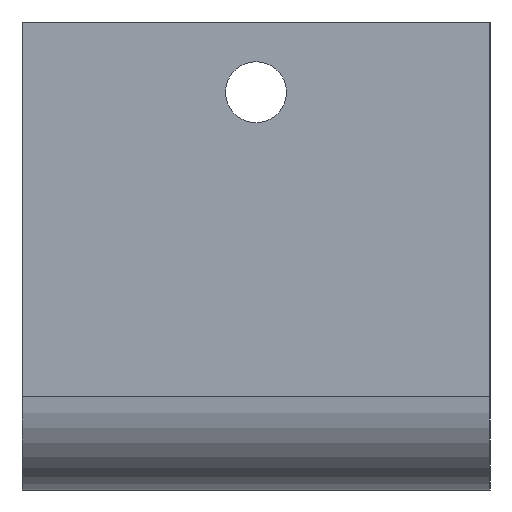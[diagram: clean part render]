
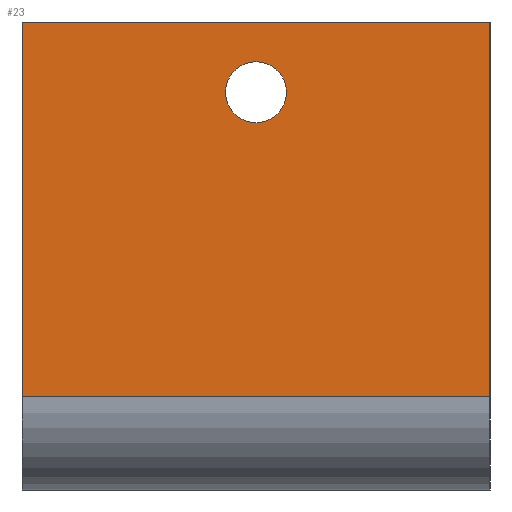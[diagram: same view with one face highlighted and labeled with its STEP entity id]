
A CAD part, left-side view. The second image highlights one B-rep face of the part: STEP entity #23.
In plain terms, the highlighted planar face has unit normal (-1, 0, 0).
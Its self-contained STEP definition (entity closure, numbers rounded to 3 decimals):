
#14 = VECTOR ( 'NONE', #242, 1000. ) ;
#18 = CARTESIAN_POINT ( 'NONE',  ( -21., -10., 4. ) ) ;
#23 = ADVANCED_FACE ( 'NONE', ( #447, #556 ), #171, .F. ) ;
#28 = EDGE_CURVE ( 'NONE', #206, #54, #175, .T. ) ;
#40 = CARTESIAN_POINT ( 'NONE',  ( -21., -10., 20. ) ) ;
#51 = CARTESIAN_POINT ( 'NONE',  ( -21., -10., 20. ) ) ;
#54 = VERTEX_POINT ( 'NONE', #571 ) ;
#56 = DIRECTION ( 'NONE',  ( 0., 0., -1. ) ) ;
#70 = LINE ( 'NONE', #725, #269 ) ;
#83 = CARTESIAN_POINT ( 'NONE',  ( -21., 0., 17. ) ) ;
#91 = VECTOR ( 'NONE', #563, 1000. ) ;
#100 = CARTESIAN_POINT ( 'NONE',  ( -21., 10., 20. ) ) ;
#143 = AXIS2_PLACEMENT_3D ( 'NONE', #714, #494, #658 ) ;
#144 = EDGE_CURVE ( 'NONE', #338, #327, #340, .T. ) ;
#150 = LINE ( 'NONE', #40, #667 ) ;
#171 = PLANE ( 'NONE',  #566 ) ;
#175 = LINE ( 'NONE', #18, #14 ) ;
#177 = VERTEX_POINT ( 'NONE', #100 ) ;
#178 = LINE ( 'NONE', #511, #91 ) ;
#206 = VERTEX_POINT ( 'NONE', #208 ) ;
#208 = CARTESIAN_POINT ( 'NONE',  ( -21., 10., 4. ) ) ;
#222 = EDGE_LOOP ( 'NONE', ( #721, #307, #726, #605 ) ) ;
#236 = EDGE_CURVE ( 'NONE', #177, #518, #150, .T. ) ;
#242 = DIRECTION ( 'NONE',  ( 0., -1., 0. ) ) ;
#260 = EDGE_LOOP ( 'NONE', ( #428, #501 ) ) ;
#269 = VECTOR ( 'NONE', #509, 1000. ) ;
#280 = CARTESIAN_POINT ( 'NONE',  ( -21., 0., 15.7 ) ) ;
#289 = EDGE_CURVE ( 'NONE', #327, #338, #404, .T. ) ;
#307 = ORIENTED_EDGE ( 'NONE', *, *, #28, .T. ) ;
#327 = VERTEX_POINT ( 'NONE', #467 ) ;
#333 = CARTESIAN_POINT ( 'NONE',  ( -21., -10., 20. ) ) ;
#338 = VERTEX_POINT ( 'NONE', #280 ) ;
#340 = CIRCLE ( 'NONE', #466, 1.3 ) ;
#355 = EDGE_CURVE ( 'NONE', #177, #206, #178, .T. ) ;
#404 = CIRCLE ( 'NONE', #143, 1.3 ) ;
#428 = ORIENTED_EDGE ( 'NONE', *, *, #144, .F. ) ;
#447 = FACE_BOUND ( 'NONE', #260, .T. ) ;
#459 = DIRECTION ( 'NONE',  ( -1., 0., 0. ) ) ;
#466 = AXIS2_PLACEMENT_3D ( 'NONE', #83, #459, #540 ) ;
#467 = CARTESIAN_POINT ( 'NONE',  ( -21., 0., 18.3 ) ) ;
#494 = DIRECTION ( 'NONE',  ( -1., 0., 0. ) ) ;
#501 = ORIENTED_EDGE ( 'NONE', *, *, #289, .F. ) ;
#502 = DIRECTION ( 'NONE',  ( 0., -1., 0. ) ) ;
#509 = DIRECTION ( 'NONE',  ( 0., 0., -1. ) ) ;
#511 = CARTESIAN_POINT ( 'NONE',  ( -21., 10., 20. ) ) ;
#518 = VERTEX_POINT ( 'NONE', #51 ) ;
#540 = DIRECTION ( 'NONE',  ( 0., 0., -1. ) ) ;
#556 = FACE_OUTER_BOUND ( 'NONE', #222, .T. ) ;
#560 = DIRECTION ( 'NONE',  ( 1., 0., 0. ) ) ;
#563 = DIRECTION ( 'NONE',  ( 0., 0., -1. ) ) ;
#566 = AXIS2_PLACEMENT_3D ( 'NONE', #333, #560, #56 ) ;
#571 = CARTESIAN_POINT ( 'NONE',  ( -21., -10., 4. ) ) ;
#586 = EDGE_CURVE ( 'NONE', #518, #54, #70, .T. ) ;
#605 = ORIENTED_EDGE ( 'NONE', *, *, #236, .F. ) ;
#658 = DIRECTION ( 'NONE',  ( 0., 0., -1. ) ) ;
#667 = VECTOR ( 'NONE', #502, 1000. ) ;
#714 = CARTESIAN_POINT ( 'NONE',  ( -21., 0., 17. ) ) ;
#721 = ORIENTED_EDGE ( 'NONE', *, *, #355, .T. ) ;
#725 = CARTESIAN_POINT ( 'NONE',  ( -21., -10., 20. ) ) ;
#726 = ORIENTED_EDGE ( 'NONE', *, *, #586, .F. ) ;
